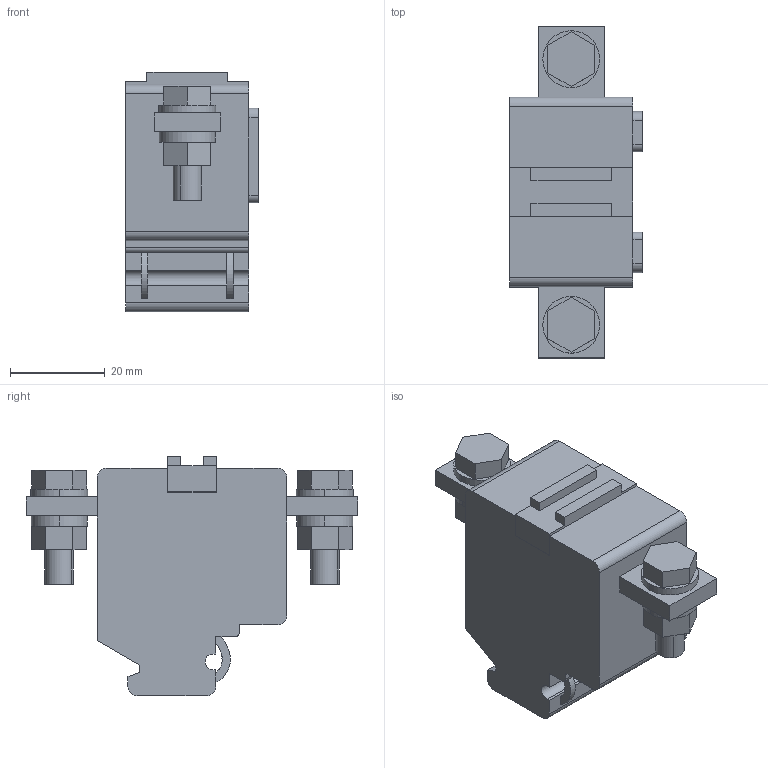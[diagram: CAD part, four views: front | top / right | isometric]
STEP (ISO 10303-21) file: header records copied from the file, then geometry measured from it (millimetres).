
FILE_DESCRIPTION(('Open CASCADE Model'),'2;1');
FILE_NAME ('001118-4_0', '2026-01-14T10:56:59', ('Author'), ('Weidmueller'), 'Open CASCADE STEP processor 7.8', 'Open CASCADE 7.8', 'none');
FILE_SCHEMA(('AUTOMOTIVE_DESIGN { 1 0 10303 214 1 1 1 1 }'));
Length unit declared in the file: millimetre
Products named in the file (1): 0170320000
Bounding box: 28 x 70 x 50.6 mm (x, y, z)
Volume: 47428.8 mm3; surface area: 11626.1 mm2
Topology: 2 solids, 2 shells, 128 faces, 336 edges, 224 vertices
Faces by surface type: plane 97, cylinder 27, extrusion 4
Entity records: 5327 total; most frequent: CARTESIAN_POINT 947, ORIENTED_EDGE 672, DIRECTION 636, EDGE_CURVE 336, VECTOR 278, LINE 274, VERTEX_POINT 224, AXIS2_PLACEMENT_3D 179
